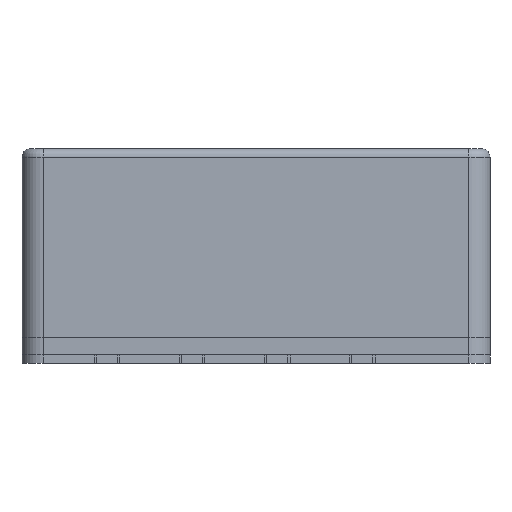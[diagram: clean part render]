
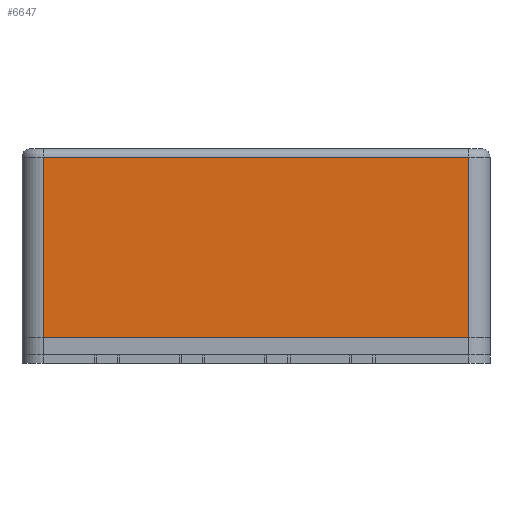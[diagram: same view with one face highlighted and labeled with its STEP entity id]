
A CAD part, left-side view. The second image highlights one B-rep face of the part: STEP entity #6647.
In plain terms, the highlighted planar face has unit normal (-1, 0, 0).
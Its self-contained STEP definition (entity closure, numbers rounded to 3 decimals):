
#242 = CYLINDRICAL_SURFACE('',#243,0.2);
#243 = AXIS2_PLACEMENT_3D('',#244,#245,#246);
#244 = CARTESIAN_POINT('',(-3.1,-5.,4.85));
#245 = DIRECTION('',(0.,1.,0.));
#246 = DIRECTION('',(0.,0.,1.));
#1466 = VERTEX_POINT('',#1467);
#1467 = CARTESIAN_POINT('',(-3.3,-5.,4.85));
#1504 = CYLINDRICAL_SURFACE('',#1505,0.5);
#1505 = AXIS2_PLACEMENT_3D('',#1506,#1507,#1508);
#1506 = CARTESIAN_POINT('',(-2.8,-5.,0.6));
#1507 = DIRECTION('',(-0.,-0.,-1.));
#1508 = DIRECTION('',(1.,0.,0.));
#1575 = EDGE_CURVE('',#1466,#1576,#1578,.T.);
#1576 = VERTEX_POINT('',#1577);
#1577 = CARTESIAN_POINT('',(-3.3,5.,4.85));
#1578 = SURFACE_CURVE('',#1579,(#1583,#1590),.PCURVE_S1.);
#1579 = LINE('',#1580,#1581);
#1580 = CARTESIAN_POINT('',(-3.3,-5.,4.85));
#1581 = VECTOR('',#1582,1.);
#1582 = DIRECTION('',(0.,1.,0.));
#1583 = PCURVE('',#242,#1584);
#1584 = DEFINITIONAL_REPRESENTATION('',(#1585),#1589);
#1585 = LINE('',#1586,#1587);
#1586 = CARTESIAN_POINT('',(-1.571,0.));
#1587 = VECTOR('',#1588,1.);
#1588 = DIRECTION('',(-0.,1.));
#1589 = ( GEOMETRIC_REPRESENTATION_CONTEXT(2) 
PARAMETRIC_REPRESENTATION_CONTEXT() REPRESENTATION_CONTEXT('2D SPACE',''
  ) );
#1590 = PCURVE('',#1591,#1596);
#1591 = PLANE('',#1592);
#1592 = AXIS2_PLACEMENT_3D('',#1593,#1594,#1595);
#1593 = CARTESIAN_POINT('',(-3.3,-5.,0.6));
#1594 = DIRECTION('',(-1.,0.,0.));
#1595 = DIRECTION('',(0.,1.,0.));
#1596 = DEFINITIONAL_REPRESENTATION('',(#1597),#1601);
#1597 = LINE('',#1598,#1599);
#1598 = CARTESIAN_POINT('',(0.,-4.25));
#1599 = VECTOR('',#1600,1.);
#1600 = DIRECTION('',(1.,0.));
#1601 = ( GEOMETRIC_REPRESENTATION_CONTEXT(2) 
PARAMETRIC_REPRESENTATION_CONTEXT() REPRESENTATION_CONTEXT('2D SPACE',''
  ) );
#1726 = CYLINDRICAL_SURFACE('',#1727,0.5);
#1727 = AXIS2_PLACEMENT_3D('',#1728,#1729,#1730);
#1728 = CARTESIAN_POINT('',(-2.8,5.,0.6));
#1729 = DIRECTION('',(-0.,-0.,-1.));
#1730 = DIRECTION('',(1.,0.,0.));
#6525 = EDGE_CURVE('',#6526,#1466,#6528,.T.);
#6526 = VERTEX_POINT('',#6527);
#6527 = CARTESIAN_POINT('',(-3.3,-5.,0.6));
#6528 = SURFACE_CURVE('',#6529,(#6533,#6540),.PCURVE_S1.);
#6529 = LINE('',#6530,#6531);
#6530 = CARTESIAN_POINT('',(-3.3,-5.,0.6));
#6531 = VECTOR('',#6532,1.);
#6532 = DIRECTION('',(0.,0.,1.));
#6533 = PCURVE('',#1504,#6534);
#6534 = DEFINITIONAL_REPRESENTATION('',(#6535),#6539);
#6535 = LINE('',#6536,#6537);
#6536 = CARTESIAN_POINT('',(-3.142,0.));
#6537 = VECTOR('',#6538,1.);
#6538 = DIRECTION('',(-0.,-1.));
#6539 = ( GEOMETRIC_REPRESENTATION_CONTEXT(2) 
PARAMETRIC_REPRESENTATION_CONTEXT() REPRESENTATION_CONTEXT('2D SPACE',''
  ) );
#6540 = PCURVE('',#1591,#6541);
#6541 = DEFINITIONAL_REPRESENTATION('',(#6542),#6546);
#6542 = LINE('',#6543,#6544);
#6543 = CARTESIAN_POINT('',(0.,0.));
#6544 = VECTOR('',#6545,1.);
#6545 = DIRECTION('',(0.,-1.));
#6546 = ( GEOMETRIC_REPRESENTATION_CONTEXT(2) 
PARAMETRIC_REPRESENTATION_CONTEXT() REPRESENTATION_CONTEXT('2D SPACE',''
  ) );
#6587 = PLANE('',#6588);
#6588 = AXIS2_PLACEMENT_3D('',#6589,#6590,#6591);
#6589 = CARTESIAN_POINT('',(0.,0.,0.6));
#6590 = DIRECTION('',(0.,0.,1.));
#6591 = DIRECTION('',(1.,0.,0.));
#6647 = ADVANCED_FACE('',(#6648),#1591,.T.);
#6648 = FACE_BOUND('',#6649,.T.);
#6649 = EDGE_LOOP('',(#6650,#6651,#6652,#6675));
#6650 = ORIENTED_EDGE('',*,*,#6525,.T.);
#6651 = ORIENTED_EDGE('',*,*,#1575,.T.);
#6652 = ORIENTED_EDGE('',*,*,#6653,.F.);
#6653 = EDGE_CURVE('',#6654,#1576,#6656,.T.);
#6654 = VERTEX_POINT('',#6655);
#6655 = CARTESIAN_POINT('',(-3.3,5.,0.6));
#6656 = SURFACE_CURVE('',#6657,(#6661,#6668),.PCURVE_S1.);
#6657 = LINE('',#6658,#6659);
#6658 = CARTESIAN_POINT('',(-3.3,5.,0.6));
#6659 = VECTOR('',#6660,1.);
#6660 = DIRECTION('',(0.,0.,1.));
#6661 = PCURVE('',#1591,#6662);
#6662 = DEFINITIONAL_REPRESENTATION('',(#6663),#6667);
#6663 = LINE('',#6664,#6665);
#6664 = CARTESIAN_POINT('',(10.,0.));
#6665 = VECTOR('',#6666,1.);
#6666 = DIRECTION('',(0.,-1.));
#6667 = ( GEOMETRIC_REPRESENTATION_CONTEXT(2) 
PARAMETRIC_REPRESENTATION_CONTEXT() REPRESENTATION_CONTEXT('2D SPACE',''
  ) );
#6668 = PCURVE('',#1726,#6669);
#6669 = DEFINITIONAL_REPRESENTATION('',(#6670),#6674);
#6670 = LINE('',#6671,#6672);
#6671 = CARTESIAN_POINT('',(-3.142,0.));
#6672 = VECTOR('',#6673,1.);
#6673 = DIRECTION('',(-0.,-1.));
#6674 = ( GEOMETRIC_REPRESENTATION_CONTEXT(2) 
PARAMETRIC_REPRESENTATION_CONTEXT() REPRESENTATION_CONTEXT('2D SPACE',''
  ) );
#6675 = ORIENTED_EDGE('',*,*,#6676,.F.);
#6676 = EDGE_CURVE('',#6526,#6654,#6677,.T.);
#6677 = SURFACE_CURVE('',#6678,(#6682,#6689),.PCURVE_S1.);
#6678 = LINE('',#6679,#6680);
#6679 = CARTESIAN_POINT('',(-3.3,-5.,0.6));
#6680 = VECTOR('',#6681,1.);
#6681 = DIRECTION('',(0.,1.,0.));
#6682 = PCURVE('',#1591,#6683);
#6683 = DEFINITIONAL_REPRESENTATION('',(#6684),#6688);
#6684 = LINE('',#6685,#6686);
#6685 = CARTESIAN_POINT('',(0.,0.));
#6686 = VECTOR('',#6687,1.);
#6687 = DIRECTION('',(1.,0.));
#6688 = ( GEOMETRIC_REPRESENTATION_CONTEXT(2) 
PARAMETRIC_REPRESENTATION_CONTEXT() REPRESENTATION_CONTEXT('2D SPACE',''
  ) );
#6689 = PCURVE('',#6587,#6690);
#6690 = DEFINITIONAL_REPRESENTATION('',(#6691),#6695);
#6691 = LINE('',#6692,#6693);
#6692 = CARTESIAN_POINT('',(-3.3,-5.));
#6693 = VECTOR('',#6694,1.);
#6694 = DIRECTION('',(0.,1.));
#6695 = ( GEOMETRIC_REPRESENTATION_CONTEXT(2) 
PARAMETRIC_REPRESENTATION_CONTEXT() REPRESENTATION_CONTEXT('2D SPACE',''
  ) );
